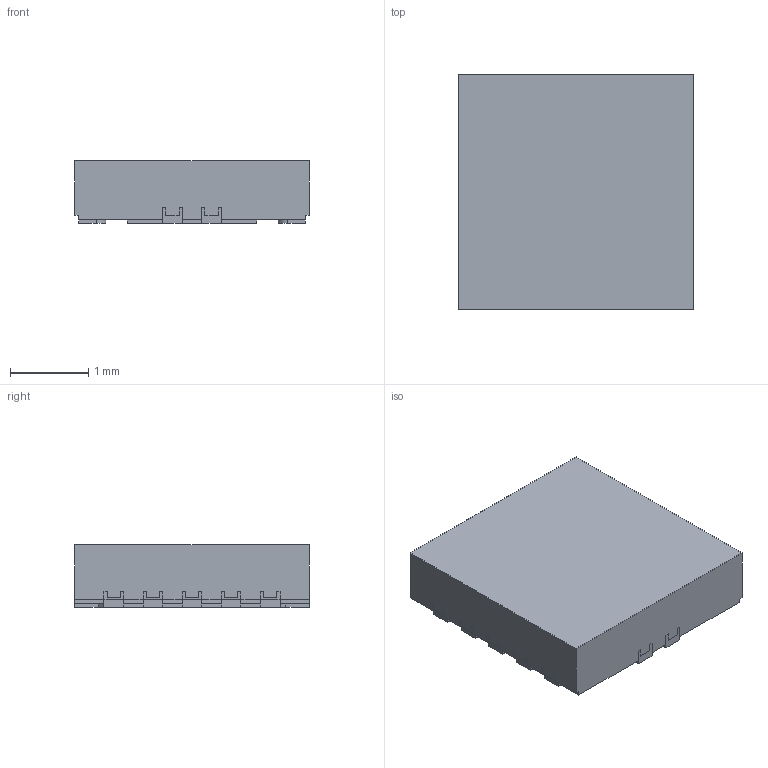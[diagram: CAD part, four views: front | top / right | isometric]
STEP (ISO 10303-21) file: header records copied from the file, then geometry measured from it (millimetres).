
FILE_DESCRIPTION((''),'2;1');
FILE_NAME('DSX0010A_ASM','2016-07-19T',('a0412025'),(''),'CREO PARAMETRIC BY PTC INC, 2016050','CREO PARAMETRIC BY PTC INC, 2016050','');
FILE_SCHEMA(('AUTOMOTIVE_DESIGN { 1 0 10303 214 1 1 1 1 }'));
Length unit declared in the file: millimetre
Products named in the file (3): BODY-SON_AF0; FRAME-DSX0010A_AF0; DSX0010A_ASM
Assembly tree (2 placements, depth 2):
  DSX0010A_ASM
    BODY-SON_AF0
    FRAME-DSX0010A_AF0
Bounding box: 3 x 3 x 0.8 mm (x, y, z)
Volume: 7 mm3; surface area: 48.8 mm2
Topology: 12 solids, 12 shells, 330 faces, 918 edges, 612 vertices
Faces by surface type: plane 310, cylinder 20
Entity records: 13872 total; most frequent: CARTESIAN_POINT 1872, ORIENTED_EDGE 1836, DIRECTION 1628, PRESENTATION_STYLE_ASSIGNMENT 963, STYLED_ITEM 930, CURVE_STYLE 918, EDGE_CURVE 918, VECTOR 878
